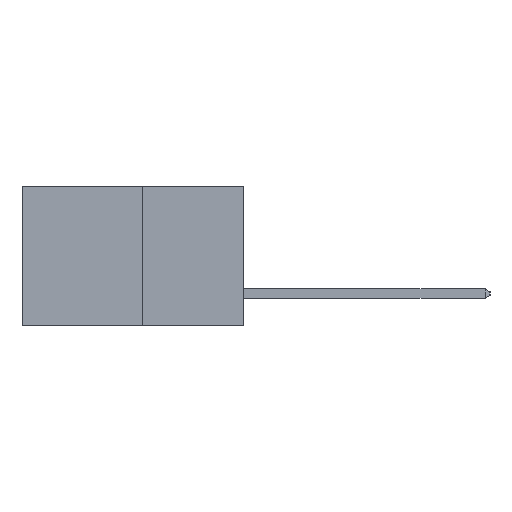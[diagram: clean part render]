
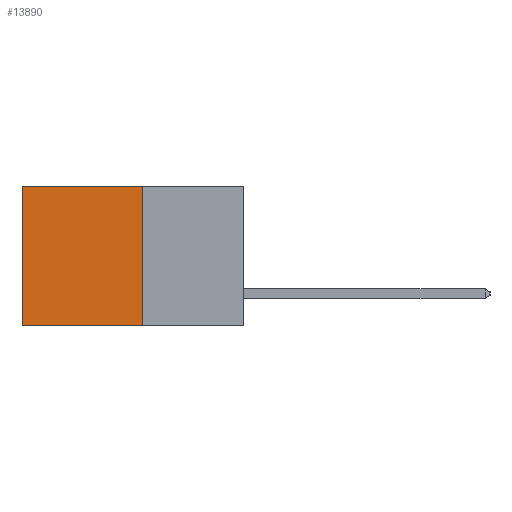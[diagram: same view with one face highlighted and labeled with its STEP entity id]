
A CAD part, left-side view. The second image highlights one B-rep face of the part: STEP entity #13890.
In plain terms, the highlighted planar face has unit normal (-1, 0, 0).
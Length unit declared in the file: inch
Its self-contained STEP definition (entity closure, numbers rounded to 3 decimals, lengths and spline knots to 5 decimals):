
#216 = LINE ( 'NONE', #2843, #7925 ) ;
#340 = CARTESIAN_POINT ( 'NONE',  ( 0.277, 0.27, -0.37 ) ) ;
#466 = DIRECTION ( 'NONE',  ( 1., 0., 0. ) ) ;
#795 = EDGE_CURVE ( 'NONE', #2709, #8148, #16778, .T. ) ;
#933 = CARTESIAN_POINT ( 'NONE',  ( 0.277, 0.27, -0.37 ) ) ;
#1023 = VECTOR ( 'NONE', #2159, 39.37008 ) ;
#1141 = ORIENTED_EDGE ( 'NONE', *, *, #795, .T. ) ;
#1489 = EDGE_CURVE ( 'NONE', #8148, #17231, #12631, .T. ) ;
#2159 = DIRECTION ( 'NONE',  ( 0., 0., -1. ) ) ;
#2410 = CARTESIAN_POINT ( 'NONE',  ( 0.277, 0.59, -0.37 ) ) ;
#2709 = VERTEX_POINT ( 'NONE', #7058 ) ;
#2843 = CARTESIAN_POINT ( 'NONE',  ( 0.277, 0.27, -0.37 ) ) ;
#3490 = ORIENTED_EDGE ( 'NONE', *, *, #1489, .T. ) ;
#3511 = PLANE ( 'NONE',  #5948 ) ;
#3586 = LINE ( 'NONE', #340, #15523 ) ;
#5948 = AXIS2_PLACEMENT_3D ( 'NONE', #18370, #466, #11110 ) ;
#7058 = CARTESIAN_POINT ( 'NONE',  ( 0.277, 0.27, 0. ) ) ;
#7205 = CARTESIAN_POINT ( 'NONE',  ( 0.277, 0.59, -0.37 ) ) ;
#7925 = VECTOR ( 'NONE', #11896, 39.37008 ) ;
#7926 = CARTESIAN_POINT ( 'NONE',  ( 0.277, 0.59, 0. ) ) ;
#8148 = VERTEX_POINT ( 'NONE', #7926 ) ;
#9087 = ORIENTED_EDGE ( 'NONE', *, *, #13589, .F. ) ;
#9411 = CARTESIAN_POINT ( 'NONE',  ( 0.277, 0.27, 0. ) ) ;
#10213 = FACE_OUTER_BOUND ( 'NONE', #10534, .T. ) ;
#10534 = EDGE_LOOP ( 'NONE', ( #3490, #15237, #9087, #1141 ) ) ;
#10984 = DIRECTION ( 'NONE',  ( 0., 1., 0. ) ) ;
#11110 = DIRECTION ( 'NONE',  ( 0., 0., -1. ) ) ;
#11896 = DIRECTION ( 'NONE',  ( 0., 0., -1. ) ) ;
#12631 = LINE ( 'NONE', #2410, #1023 ) ;
#12890 = VECTOR ( 'NONE', #16377, 39.37008 ) ;
#13589 = EDGE_CURVE ( 'NONE', #2709, #19278, #216, .T. ) ;
#13824 = EDGE_CURVE ( 'NONE', #19278, #17231, #3586, .T. ) ;
#13890 = ADVANCED_FACE ( 'NONE', ( #10213 ), #3511, .F. ) ;
#15237 = ORIENTED_EDGE ( 'NONE', *, *, #13824, .F. ) ;
#15523 = VECTOR ( 'NONE', #10984, 39.37008 ) ;
#16377 = DIRECTION ( 'NONE',  ( 0., 1., 0. ) ) ;
#16778 = LINE ( 'NONE', #9411, #12890 ) ;
#17231 = VERTEX_POINT ( 'NONE', #7205 ) ;
#18370 = CARTESIAN_POINT ( 'NONE',  ( 0.277, 0.27, -0.37 ) ) ;
#19278 = VERTEX_POINT ( 'NONE', #933 ) ;
